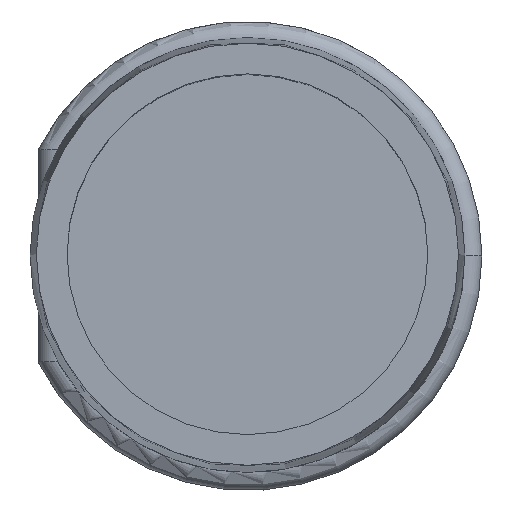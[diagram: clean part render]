
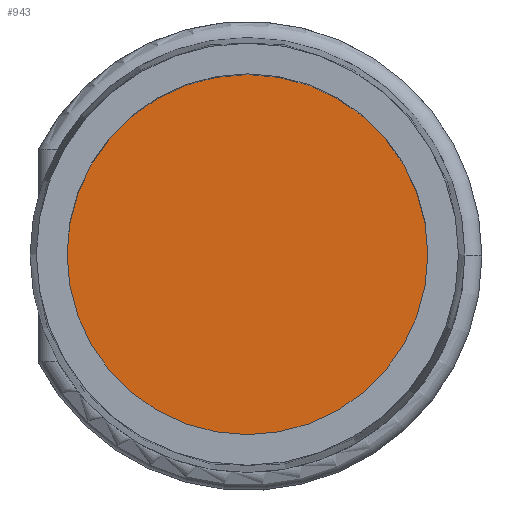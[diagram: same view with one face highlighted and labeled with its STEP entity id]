
A CAD part, top view. The second image highlights one B-rep face of the part: STEP entity #943.
In plain terms, the highlighted planar face has unit normal (0, 0, 1).
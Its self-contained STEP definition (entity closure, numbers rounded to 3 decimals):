
#24 = CARTESIAN_POINT ( 'NONE',  ( 19.716, 0., 70.5 ) ) ;
#31 = AXIS2_PLACEMENT_3D ( 'NONE', #2293, #1024, #499 ) ;
#76 = CARTESIAN_POINT ( 'NONE',  ( 39.716, 0., 70.5 ) ) ;
#99 = DIRECTION ( 'NONE',  ( 0., 0., 1. ) ) ;
#277 = ORIENTED_EDGE ( 'NONE', *, *, #740, .T. ) ;
#499 = DIRECTION ( 'NONE',  ( 1., 0., 0. ) ) ;
#560 = AXIS2_PLACEMENT_3D ( 'NONE', #627, #792, #2072 ) ;
#627 = CARTESIAN_POINT ( 'NONE',  ( 39.716, 0., 70.5 ) ) ;
#676 = AXIS2_PLACEMENT_3D ( 'NONE', #76, #99, #1891 ) ;
#687 = CIRCLE ( 'NONE', #676, 20. ) ;
#695 = CARTESIAN_POINT ( 'NONE',  ( 59.716, 0., 70.5 ) ) ;
#737 = EDGE_CURVE ( 'NONE', #1072, #1188, #2188, .T. ) ;
#740 = EDGE_CURVE ( 'NONE', #1188, #1072, #687, .T. ) ;
#792 = DIRECTION ( 'NONE',  ( 0., 0., 1. ) ) ;
#833 = PLANE ( 'NONE',  #31 ) ;
#943 = ADVANCED_FACE ( 'NONE', ( #1224 ), #833, .T. ) ;
#1024 = DIRECTION ( 'NONE',  ( 0., 0., 1. ) ) ;
#1072 = VERTEX_POINT ( 'NONE', #695 ) ;
#1188 = VERTEX_POINT ( 'NONE', #24 ) ;
#1224 = FACE_OUTER_BOUND ( 'NONE', #1799, .T. ) ;
#1693 = ORIENTED_EDGE ( 'NONE', *, *, #737, .T. ) ;
#1799 = EDGE_LOOP ( 'NONE', ( #277, #1693 ) ) ;
#1891 = DIRECTION ( 'NONE',  ( 1., 0., 0. ) ) ;
#2072 = DIRECTION ( 'NONE',  ( 1., 0., 0. ) ) ;
#2188 = CIRCLE ( 'NONE', #560, 20. ) ;
#2293 = CARTESIAN_POINT ( 'NONE',  ( 39.716, 0., 70.5 ) ) ;
